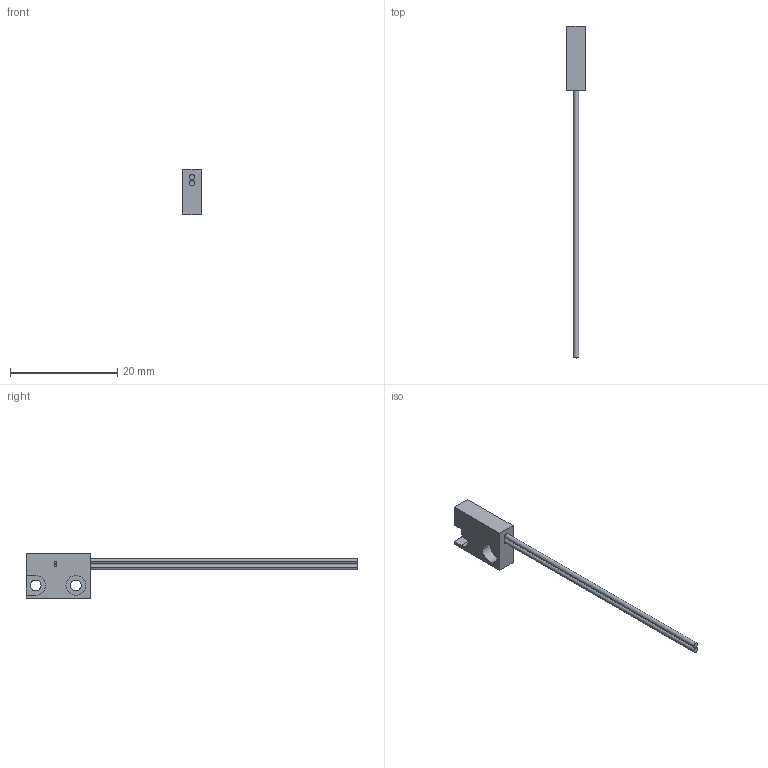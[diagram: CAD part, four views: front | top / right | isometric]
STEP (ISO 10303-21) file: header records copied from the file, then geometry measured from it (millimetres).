
FILE_DESCRIPTION((''),'2;1');
FILE_NAME('PR-Z8','2022-08-15T09:24:43',('Administrator'),(''),'CREO PARAMETRIC BY PTC INC, 2021023','CREO PARAMETRIC BY PTC INC, 2021023','');
FILE_SCHEMA(('CONFIG_CONTROL_DESIGN'));
Length unit declared in the file: millimetre
Products named in the file (1): PR-Z8
Bounding box: 3.5 x 62 x 8.5 mm (x, y, z)
Volume: 380.5 mm3; surface area: 702.9 mm2
Topology: 1 solids, 1 shells, 29 faces, 66 edges, 44 vertices
Faces by surface type: cylinder 15, plane 14
Entity records: 876 total; most frequent: DIRECTION 154, CARTESIAN_POINT 139, ORIENTED_EDGE 132, EDGE_CURVE 66, AXIS2_PLACEMENT_3D 59, VERTEX_POINT 44, EDGE_LOOP 38, VECTOR 36
